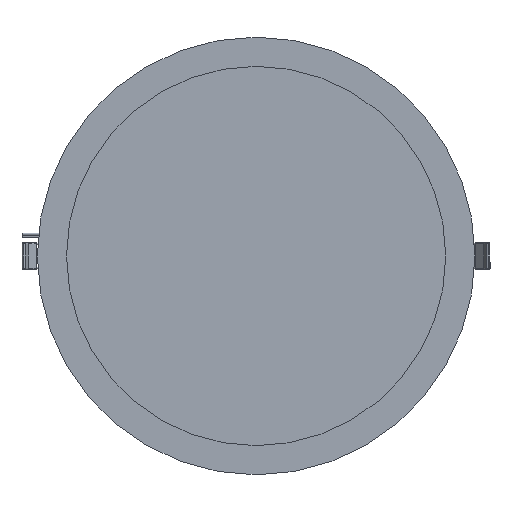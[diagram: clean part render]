
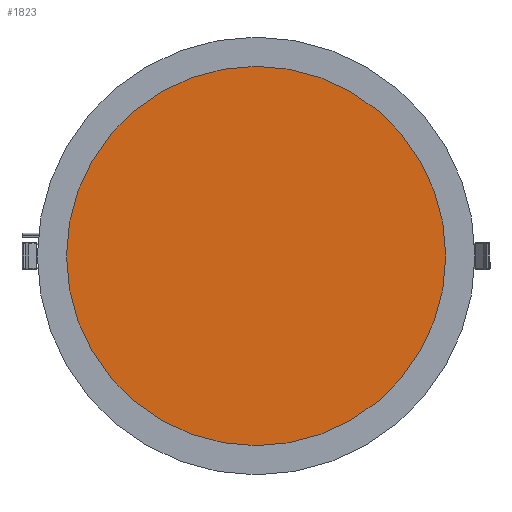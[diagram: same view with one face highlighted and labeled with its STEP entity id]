
A CAD part, front view. The second image highlights one B-rep face of the part: STEP entity #1823.
In plain terms, the highlighted planar face has unit normal (0, -1, 0).
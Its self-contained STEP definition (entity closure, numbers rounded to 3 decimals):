
#1748 = VERTEX_POINT ( 'NONE', #6280 ) ;
#1823 = ADVANCED_FACE ( 'NONE', ( #6222 ), #5095, .T. ) ;
#2113 = AXIS2_PLACEMENT_3D ( 'NONE', #4971, #4923, #4907 ) ;
#2806 = ORIENTED_EDGE ( 'NONE', *, *, #10314, .T. ) ;
#3320 = EDGE_LOOP ( 'NONE', ( #2806 ) ) ;
#4907 = DIRECTION ( 'NONE',  ( 0., 0., -1. ) ) ;
#4923 = DIRECTION ( 'NONE',  ( 0., -1., 0. ) ) ;
#4971 = CARTESIAN_POINT ( 'NONE',  ( 0., 2., 0. ) ) ;
#5095 = PLANE ( 'NONE',  #2113 ) ;
#5238 = CARTESIAN_POINT ( 'NONE',  ( 0., 2., 0. ) ) ;
#6127 = DIRECTION ( 'NONE',  ( 0., 0., -1. ) ) ;
#6222 = FACE_OUTER_BOUND ( 'NONE', #3320, .T. ) ;
#6280 = CARTESIAN_POINT ( 'NONE',  ( 0., 2., -130. ) ) ;
#8970 = AXIS2_PLACEMENT_3D ( 'NONE', #5238, #11469, #6127 ) ;
#9764 = CIRCLE ( 'NONE', #8970, 130. ) ;
#10314 = EDGE_CURVE ( 'NONE', #1748, #1748, #9764, .T. ) ;
#11469 = DIRECTION ( 'NONE',  ( 0., -1., 0. ) ) ;
